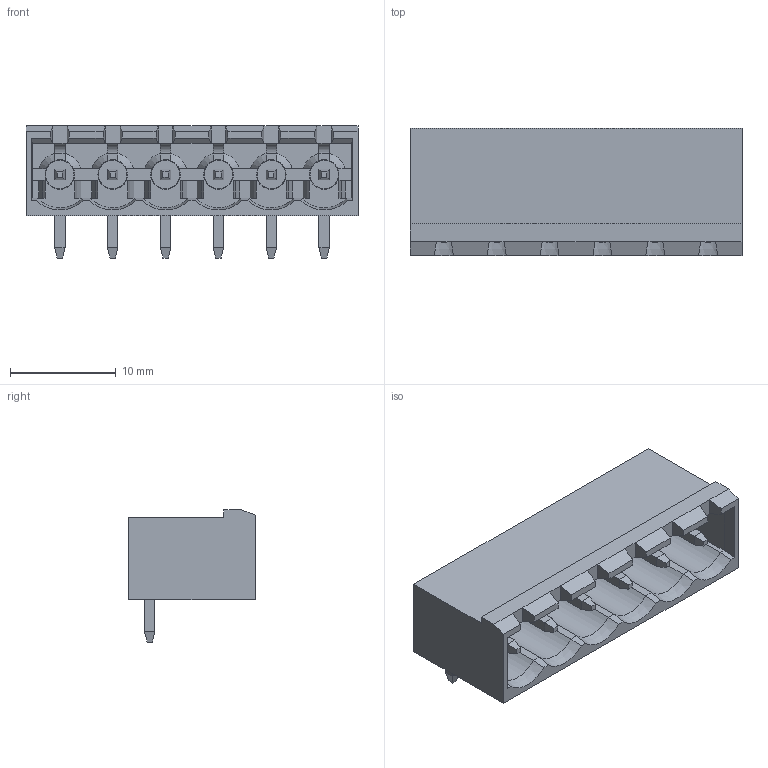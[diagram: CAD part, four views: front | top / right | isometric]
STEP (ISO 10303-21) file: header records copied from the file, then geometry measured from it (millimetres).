
FILE_DESCRIPTION((''),'2;1');
FILE_NAME('WJ2EDGRC-500-6P-00A','2017-03-16T',('QZY'),(''),'CREO PARAMETRIC BY PTC INC, 2014440','CREO PARAMETRIC BY PTC INC, 2014440','');
FILE_SCHEMA(('CONFIG_CONTROL_DESIGN'));
Length unit declared in the file: millimetre
Products named in the file (1): WJ2EDGRC-500-6P-00A
Bounding box: 31.4 x 12 x 12.5 mm (x, y, z)
Volume: 1300.6 mm3; surface area: 2750.7 mm2
Topology: 1 solids, 1 shells, 435 faces, 1169 edges, 742 vertices
Faces by surface type: plane 381, cone 30, cylinder 24
Entity records: 13478 total; most frequent: CARTESIAN_POINT 2580, ORIENTED_EDGE 2338, DIRECTION 2119, EDGE_CURVE 1169, VECTOR 977, LINE 977, VERTEX_POINT 742, AXIS2_PLACEMENT_3D 571
